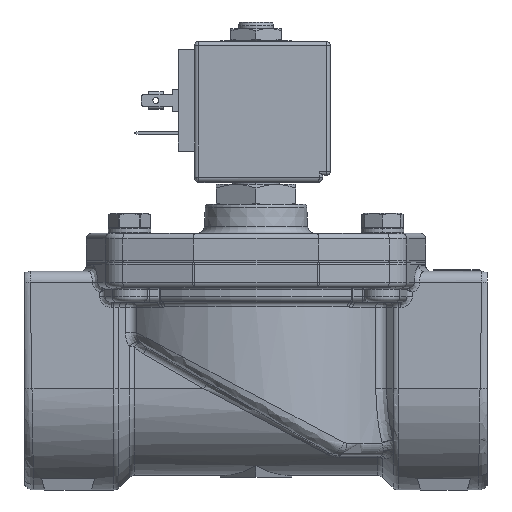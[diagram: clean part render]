
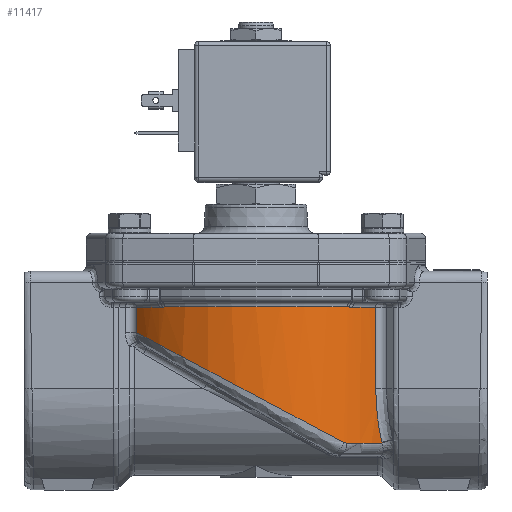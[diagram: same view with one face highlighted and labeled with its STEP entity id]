
A CAD part, left-side view. The second image highlights one B-rep face of the part: STEP entity #11417.
In plain terms, the highlighted cylindrical face has radius 42 mm (diameter 84 mm), a partial arc.
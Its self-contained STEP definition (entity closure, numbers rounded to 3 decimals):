
#466=CARTESIAN_POINT('',(0.,0.,22.5));
#467=DIRECTION('',(0.,0.,1.));
#468=DIRECTION('',(-0.77,-0.638,0.));
#469=AXIS2_PLACEMENT_3D('',#466,#467,#468);
#2324=CARTESIAN_POINT('',(0.,0.,22.5));
#2325=DIRECTION('',(0.,0.,1.));
#2326=DIRECTION('',(-0.615,0.789,0.));
#2327=AXIS2_PLACEMENT_3D('',#2324,#2325,#2326);
#2474=CARTESIAN_POINT('',(0.,0.,22.672));
#2475=DIRECTION('',(0.,0.,1.));
#2476=DIRECTION('',(-0.798,0.603,0.));
#2477=AXIS2_PLACEMENT_3D('',#2474,#2475,#2476);
#2763=CARTESIAN_POINT('',(-32.345,26.792,22.5));
#2764=CARTESIAN_POINT('',(-32.425,26.696,22.5));
#2765=CARTESIAN_POINT('',(-32.584,26.502,22.507));
#2766=CARTESIAN_POINT('',(-32.822,26.206,22.537));
#2767=CARTESIAN_POINT('',(-32.979,26.007,22.572));
#2768=CARTESIAN_POINT('',(-33.058,25.907,22.592));
#2773=CARTESIAN_POINT('',(-33.058,25.907,22.592));
#2774=CARTESIAN_POINT('',(-33.223,25.696,22.636));
#2775=CARTESIAN_POINT('',(-33.367,25.509,22.672));
#2776=CARTESIAN_POINT('',(-33.506,25.325,22.672));
#2781=CARTESIAN_POINT('',(-33.506,-25.325,
22.672));
#2782=CARTESIAN_POINT('',(-33.367,-25.509,
22.672));
#2783=CARTESIAN_POINT('',(-33.223,-25.696,
22.636));
#2784=CARTESIAN_POINT('',(-33.058,-25.907,
22.592));
#2789=CARTESIAN_POINT('',(-33.058,-25.907,
22.592));
#2790=CARTESIAN_POINT('',(-32.979,-26.007,
22.572));
#2791=CARTESIAN_POINT('',(-32.822,-26.206,
22.537));
#2792=CARTESIAN_POINT('',(-32.584,-26.502,
22.507));
#2793=CARTESIAN_POINT('',(-32.425,-26.696,
22.5));
#2794=CARTESIAN_POINT('',(-32.345,-26.792,
22.5));
#2799=CARTESIAN_POINT('',(0.,0.,-15.));
#2800=DIRECTION('',(0.,0.,-1.));
#2801=DIRECTION('',(-0.559,-0.829,0.));
#2802=AXIS2_PLACEMENT_3D('',#2799,#2800,#2801);
#2807=CARTESIAN_POINT('',(-33.689,-25.08,-15.));
#2808=CARTESIAN_POINT('',(-33.9,-24.797,
-15.));
#2809=CARTESIAN_POINT('',(-34.106,-24.513,
-14.931));
#2810=CARTESIAN_POINT('',(-34.283,-24.262,
-14.799));
#2822=DIRECTION('',(0.,0.,-1.));
#2823=VECTOR('',#2822,22.5);
#2824=CARTESIAN_POINT('',(-25.81,-33.133,22.5));
#2825=LINE('',#2824,#2823);
#2865=CARTESIAN_POINT('',(-23.48,-34.824,
-15.));
#2866=CARTESIAN_POINT('',(-24.014,-34.464,
-13.35));
#2867=CARTESIAN_POINT('',(-24.886,-33.841,
-10.038));
#2868=CARTESIAN_POINT('',(-25.646,-33.263,
-5.001));
#2869=CARTESIAN_POINT('',(-25.812,-33.132,
-1.667));
#2870=CARTESIAN_POINT('',(-25.81,-33.133,
0.));
#3087=CARTESIAN_POINT('',(-25.81,33.133,15.577));
#3095=CARTESIAN_POINT('',(-34.283,-24.262,
-14.799));
#3096=CARTESIAN_POINT('',(-35.495,-22.551,
-13.893));
#3097=CARTESIAN_POINT('',(-37.677,-18.924,
-11.974));
#3098=CARTESIAN_POINT('',(-40.135,-12.935,
-8.804));
#3099=CARTESIAN_POINT('',(-41.658,-6.56,
-5.43));
#3100=CARTESIAN_POINT('',(-42.172,0.018,
-1.949));
#3101=CARTESIAN_POINT('',(-41.652,6.596,1.532));
#3102=CARTESIAN_POINT('',(-40.124,12.969,4.905));
#3103=CARTESIAN_POINT('',(-37.662,18.954,8.073));
#3104=CARTESIAN_POINT('',(-34.379,24.398,10.954));
#3105=CARTESIAN_POINT('',(-30.406,29.191,13.49));
#3106=CARTESIAN_POINT('',(-27.39,31.903,14.926));
#3107=CARTESIAN_POINT('',(-25.81,33.133,15.577));
#3118=CARTESIAN_POINT('',(-34.283,-24.262,
-14.799));
#4599=DIRECTION('',(0.,0.,1.));
#4600=VECTOR('',#4599,6.923);
#4601=CARTESIAN_POINT('',(-25.81,33.133,15.577));
#4602=LINE('',#4601,#4600);
#7744=VERTEX_POINT('',#3118);
#7745=VERTEX_POINT('',#2807);
#7746=VERTEX_POINT('',#3087);
#7921=CARTESIAN_POINT('',(-23.48,-34.824,
-15.));
#7922=VERTEX_POINT('',#7921);
#7928=VERTEX_POINT('',#2870);
#7930=CARTESIAN_POINT('',(-25.81,33.133,22.5));
#7931=CARTESIAN_POINT('',(-32.345,26.792,22.5));
#7932=VERTEX_POINT('',#7930);
#7933=VERTEX_POINT('',#7931);
#7934=VERTEX_POINT('',#2768);
#7935=VERTEX_POINT('',#2776);
#7936=CARTESIAN_POINT('',(-33.506,-25.325,
22.672));
#7937=VERTEX_POINT('',#7936);
#7938=VERTEX_POINT('',#2784);
#7939=VERTEX_POINT('',#2794);
#7940=CARTESIAN_POINT('',(-25.81,-33.133,22.5));
#7941=VERTEX_POINT('',#7940);
#11392=CARTESIAN_POINT('',(0.,0.,23.425));
#11393=DIRECTION('',(0.,0.,-1.));
#11394=DIRECTION('',(0.,1.,0.));
#11395=AXIS2_PLACEMENT_3D('',#11392,#11393,#11394);
#11396=CYLINDRICAL_SURFACE('',#11395,42.);
#11397=ORIENTED_EDGE('',*,*,#10919,.T.);
#11398=ORIENTED_EDGE('',*,*,#10958,.T.);
#11399=ORIENTED_EDGE('',*,*,#11079,.T.);
#11400=ORIENTED_EDGE('',*,*,#11094,.T.);
#11401=ORIENTED_EDGE('',*,*,#11214,.T.);
#11402=ORIENTED_EDGE('',*,*,#11252,.T.);
#11403=ORIENTED_EDGE('',*,*,#8889,.T.);
#11405=ORIENTED_EDGE('',*,*,#11404,.T.);
#11407=ORIENTED_EDGE('',*,*,#11406,.F.);
#11408=ORIENTED_EDGE('',*,*,#9060,.T.);
#11410=ORIENTED_EDGE('',*,*,#11409,.T.);
#11412=ORIENTED_EDGE('',*,*,#11411,.T.);
#11414=ORIENTED_EDGE('',*,*,#11413,.T.);
#11415=EDGE_LOOP('',(#11397,#11398,#11399,#11400,#11401,#11402,#11403,#11405,
#11407,#11408,#11410,#11412,#11414));
#11416=FACE_OUTER_BOUND('',#11415,.F.);
#11417=ADVANCED_FACE('',(#11416),#11396,.T.);
#470=CIRCLE('',#469,42.);
#2328=CIRCLE('',#2327,42.);
#2478=CIRCLE('',#2477,42.);
#2769=B_SPLINE_CURVE_WITH_KNOTS('',3,(#2763,#2764,#2765,#2766,#2767,#2768),
.UNSPECIFIED.,.F.,.F.,(4,1,1,4),(0.,0.333,0.667,1.),
.UNSPECIFIED.);
#2777=B_SPLINE_CURVE_WITH_KNOTS('',3,(#2773,#2774,#2775,#2776),.UNSPECIFIED.,
.F.,.F.,(4,4),(0.,1.),.UNSPECIFIED.);
#2785=B_SPLINE_CURVE_WITH_KNOTS('',3,(#2781,#2782,#2783,#2784),.UNSPECIFIED.,
.F.,.F.,(4,4),(0.,1.),.UNSPECIFIED.);
#2795=B_SPLINE_CURVE_WITH_KNOTS('',3,(#2789,#2790,#2791,#2792,#2793,#2794),
.UNSPECIFIED.,.F.,.F.,(4,1,1,4),(0.,0.333,0.667,1.),
.UNSPECIFIED.);
#2803=CIRCLE('',#2802,42.);
#2811=B_SPLINE_CURVE_WITH_KNOTS('',3,(#2807,#2808,#2809,#2810),.UNSPECIFIED.,
.F.,.F.,(4,4),(0.,1.),.UNSPECIFIED.);
#2871=B_SPLINE_CURVE_WITH_KNOTS('',3,(#2865,#2866,#2867,#2868,#2869,#2870),
.UNSPECIFIED.,.F.,.F.,(4,1,1,4),(0.,0.333,0.667,1.),
.UNSPECIFIED.);
#3108=B_SPLINE_CURVE_WITH_KNOTS('',3,(#3095,#3096,#3097,#3098,#3099,#3100,#3101,
#3102,#3103,#3104,#3105,#3106,#3107),.UNSPECIFIED.,.F.,.F.,(4,1,1,1,1,1,1,1,1,1,
4),(0.,0.1,0.2,0.3,0.4,0.5,0.6,0.7,0.8,0.9,1.),
.UNSPECIFIED.);
#8889=EDGE_CURVE('',#7939,#7941,#470,.T.);
#9060=EDGE_CURVE('',#7922,#7745,#2803,.T.);
#10919=EDGE_CURVE('',#7932,#7933,#2328,.T.);
#10958=EDGE_CURVE('',#7933,#7934,#2769,.T.);
#11079=EDGE_CURVE('',#7934,#7935,#2777,.T.);
#11094=EDGE_CURVE('',#7935,#7937,#2478,.T.);
#11214=EDGE_CURVE('',#7937,#7938,#2785,.T.);
#11252=EDGE_CURVE('',#7938,#7939,#2795,.T.);
#11404=EDGE_CURVE('',#7941,#7928,#2825,.T.);
#11406=EDGE_CURVE('',#7922,#7928,#2871,.T.);
#11409=EDGE_CURVE('',#7745,#7744,#2811,.T.);
#11411=EDGE_CURVE('',#7744,#7746,#3108,.T.);
#11413=EDGE_CURVE('',#7746,#7932,#4602,.T.);
